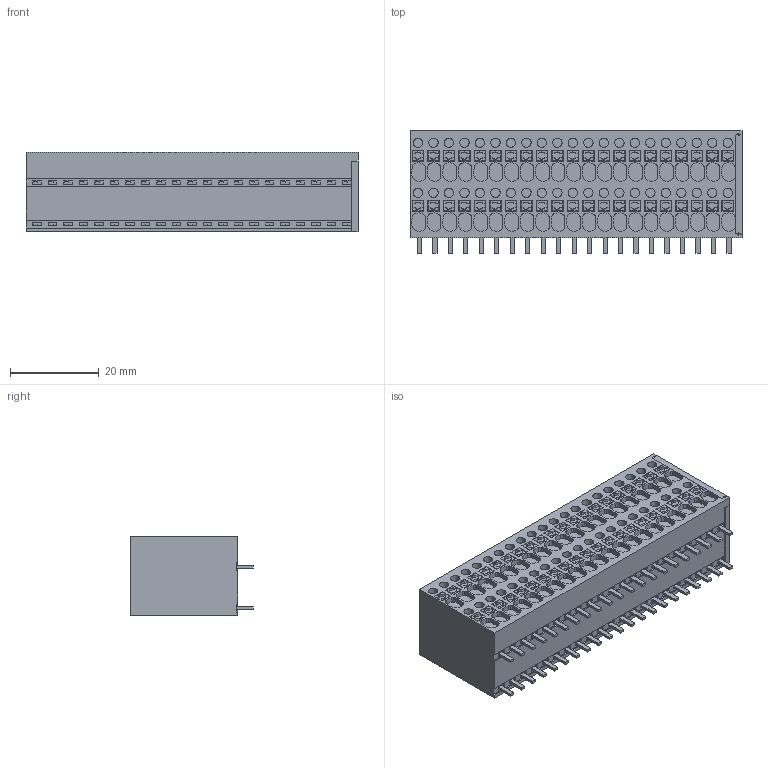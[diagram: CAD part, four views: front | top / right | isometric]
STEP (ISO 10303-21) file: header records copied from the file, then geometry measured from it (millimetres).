
FILE_DESCRIPTION(('CATIA V5R24 STEP','CAx-IF Rec.Pracs.--- Model Styling and Organization---1.2---2011-12-15'),'2;1');
FILE_NAME ('D1461301_0_2001130000_2001130000.stp','2017-04-11T08:53:35+00:00',('none'),('Weidmueller'),'CATIA Version 5-6 Release 2014 SP4 HF52','CATIA V5 STEP AP214','none');
FILE_SCHEMA(('AUTOMOTIVE_DESIGN { 1 0 10303 214 1 1 1 1 }'));
Products named in the file (1): 2001130000_S
Bounding box: 75 x 27.7 x 18 mm (x, y, z)
Volume: 31605.7 mm3; surface area: 11820.3 mm2
Topology: 85 solids, 85 shells, 1988 faces, 5002 edges, 3344 vertices
Faces by surface type: plane 1484, cylinder 336, cone 168
Entity records: 59730 total; most frequent: CARTESIAN_POINT 14041, ORIENTED_EDGE 10004, DIRECTION 7343, EDGE_CURVE 5002, VECTOR 3826, LINE 3826, VERTEX_POINT 3344, EDGE_LOOP 2152
